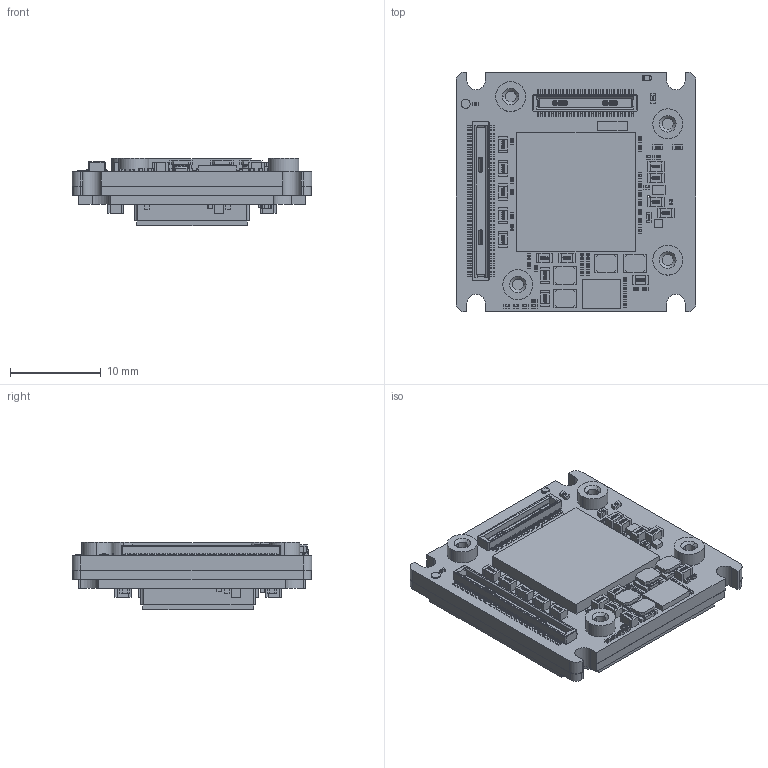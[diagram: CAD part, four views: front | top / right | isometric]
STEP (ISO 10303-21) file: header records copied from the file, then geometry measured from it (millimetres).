
FILE_DESCRIPTION (( 'STEP AP214' ), '1' );
FILE_NAME ('Alvium-Extended-Bare-Board-E2VEV76Cx6x.STEP', '2022-11-28T13:00:37', ( '' ), ( '' ), 'SwSTEP 2.0', 'SolidWorks 2021', '' );
FILE_SCHEMA (( 'AUTOMOTIVE_DESIGN' ));
Length unit declared in the file: millimetre
Products named in the file (1): Alvium-Extended-Bare-Board-E2VEV76Cx6x
Bounding box: 26.4 x 26.4 x 7.44 mm (x, y, z)
Volume: 3021.3 mm3; surface area: 4014.3 mm2
Topology: 121 solids, 121 shells, 7943 faces, 20696 edges, 13488 vertices
Faces by surface type: plane 4188, bspline 2842, cylinder 833, torus 40, cone 24, sphere 16
Entity records: 489935 total; most frequent: CARTESIAN_POINT 225330, ORIENTED_EDGE 41344, DIRECTION 26818, EDGE_CURVE 20672, VERTEX_POINT 13488, VECTOR 13170, LINE 13170, EDGE_LOOP 8468
